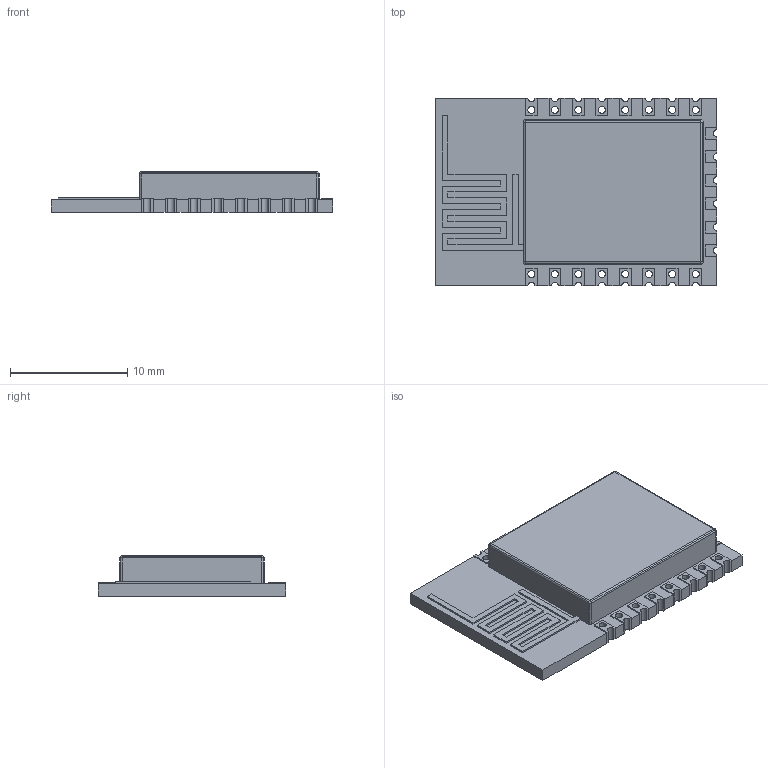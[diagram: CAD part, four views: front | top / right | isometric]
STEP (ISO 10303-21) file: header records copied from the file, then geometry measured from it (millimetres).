
FILE_DESCRIPTION(('STEP AP203'),'1');
FILE_NAME('ESP8266-12E.stp','2016-02-24T18:53:18',(' '),(' '),'Spatial InterOp 3D',' ',' ');
FILE_SCHEMA(('CONFIG_CONTROL_DESIGN'));
Length unit declared in the file: millimetre
Products named in the file (25): 1; 2; 3; 4; 5; 6; 7; 8; 9; 10; 11; 12; 13; 14; 15; 16; 17; 18; 19; 20; 21; 22; 23; 24; 25
Bounding box: 24 x 16 x 3.48 mm (x, y, z)
Volume: 868 mm3; surface area: 1649.6 mm2
Topology: 25 solids, 25 shells, 370 faces, 952 edges, 628 vertices
Faces by surface type: plane 290, cylinder 76, sphere 4
Entity records: 12272 total; most frequent: CARTESIAN_POINT 1971, ORIENTED_EDGE 1896, DIRECTION 1890, EDGE_CURVE 948, LINE 796, VECTOR 796, VERTEX_POINT 628, AXIS2_PLACEMENT_3D 547
